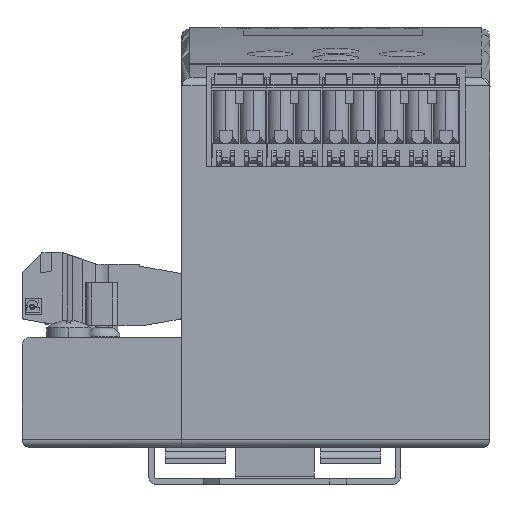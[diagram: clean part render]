
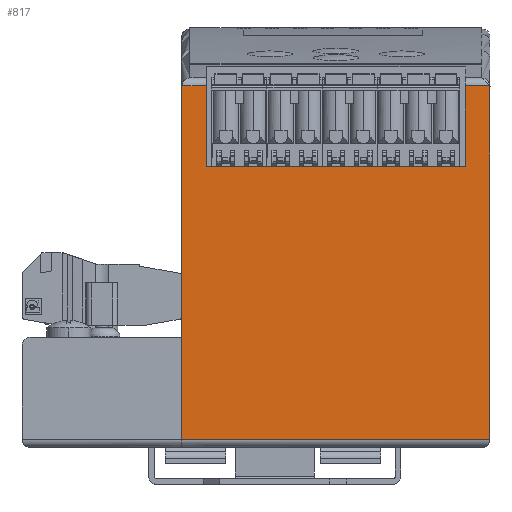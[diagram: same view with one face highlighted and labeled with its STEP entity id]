
A CAD part, front view. The second image highlights one B-rep face of the part: STEP entity #817.
In plain terms, the highlighted planar face has unit normal (0, -1, 0).
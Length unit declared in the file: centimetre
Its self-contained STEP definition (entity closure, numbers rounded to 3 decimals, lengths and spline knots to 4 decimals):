
#113=CARTESIAN_POINT('',(2.8,-6.05,0.15));
#134=DIRECTION('',(0.,0.,-1.));
#135=VECTOR('',#134,6.3983);
#136=CARTESIAN_POINT('',(2.8001,-6.05,6.5483));
#137=LINE('',#136,#135);
#197=DIRECTION('',(1.,0.,0.));
#198=VECTOR('',#197,0.4486);
#199=CARTESIAN_POINT('',(-2.7986,-6.05,6.5709));
#200=LINE('',#199,#198);
#254=DIRECTION('',(0.,0.,-1.));
#255=VECTOR('',#254,1.4709);
#256=CARTESIAN_POINT('',(-2.35,-6.05,6.5709));
#257=LINE('',#256,#255);
#283=DIRECTION('',(0.,0.,1.));
#284=VECTOR('',#283,1.4709);
#285=CARTESIAN_POINT('',(2.35,-6.05,5.1));
#286=LINE('',#285,#284);
#305=DIRECTION('',(1.,0.,0.));
#306=VECTOR('',#305,0.4486);
#307=CARTESIAN_POINT('',(2.35,-6.05,6.5709));
#308=LINE('',#307,#306);
#312=CARTESIAN_POINT('',(2.8001,-6.05,6.5483));
#313=CARTESIAN_POINT('',(2.8001,-6.05,6.5508));
#314=CARTESIAN_POINT('',(2.801,-6.05,6.5559));
#315=CARTESIAN_POINT('',(2.8003,-6.05,6.5635));
#316=CARTESIAN_POINT('',(2.799,-6.05,6.5684));
#317=CARTESIAN_POINT('',(2.7986,-6.05,6.5709));
#322=CARTESIAN_POINT('',(-2.7986,-6.05,6.5709));
#323=CARTESIAN_POINT('',(-2.799,-6.05,6.5684));
#324=CARTESIAN_POINT('',(-2.8003,-6.05,6.5635));
#325=CARTESIAN_POINT('',(-2.801,-6.05,6.5559));
#326=CARTESIAN_POINT('',(-2.8001,-6.05,6.5508));
#327=CARTESIAN_POINT('',(-2.8001,-6.05,6.5483));
#332=DIRECTION('',(1.,0.,0.));
#333=VECTOR('',#332,4.7);
#334=CARTESIAN_POINT('',(-2.35,-6.05,5.1));
#335=LINE('',#334,#333);
#339=DIRECTION('',(-1.,0.,0.));
#340=VECTOR('',#339,5.6);
#341=CARTESIAN_POINT('',(2.8,-6.05,0.15));
#342=LINE('',#341,#340);
#361=DIRECTION('',(0.,0.,1.));
#362=VECTOR('',#361,6.3983);
#363=CARTESIAN_POINT('',(-2.8,-6.05,0.15));
#364=LINE('',#363,#362);
#579=CARTESIAN_POINT('',(-2.8,-6.05,6.5483));
#580=VERTEX_POINT('',#579);
#581=VERTEX_POINT('',#322);
#584=CARTESIAN_POINT('',(-2.35,-6.05,6.5709));
#586=VERTEX_POINT('',#584);
#587=CARTESIAN_POINT('',(2.35,-6.05,6.5709));
#589=VERTEX_POINT('',#587);
#591=CARTESIAN_POINT('',(2.7986,-6.05,6.5709));
#592=VERTEX_POINT('',#591);
#595=VERTEX_POINT('',#312);
#597=CARTESIAN_POINT('',(-2.8,-6.05,0.15));
#599=VERTEX_POINT('',#597);
#603=VERTEX_POINT('',#113);
#604=CARTESIAN_POINT('',(-2.35,-6.05,5.1));
#605=VERTEX_POINT('',#604);
#610=CARTESIAN_POINT('',(2.35,-6.05,5.1));
#611=VERTEX_POINT('',#610);
#796=CARTESIAN_POINT('',(-2.8,-6.05,3.35));
#797=DIRECTION('',(0.,-1.,0.));
#798=DIRECTION('',(1.,0.,0.));
#799=AXIS2_PLACEMENT_3D('',#796,#797,#798);
#800=PLANE('',#799);
#801=ORIENTED_EDGE('',*,*,#726,.T.);
#802=ORIENTED_EDGE('',*,*,#747,.T.);
#804=ORIENTED_EDGE('',*,*,#803,.T.);
#805=ORIENTED_EDGE('',*,*,#773,.T.);
#806=ORIENTED_EDGE('',*,*,#791,.T.);
#807=ORIENTED_EDGE('',*,*,#687,.F.);
#808=ORIENTED_EDGE('',*,*,#672,.T.);
#810=ORIENTED_EDGE('',*,*,#809,.T.);
#812=ORIENTED_EDGE('',*,*,#811,.T.);
#814=ORIENTED_EDGE('',*,*,#813,.F.);
#815=EDGE_LOOP('',(#801,#802,#804,#805,#806,#807,#808,#810,#812,#814));
#816=FACE_OUTER_BOUND('',#815,.F.);
#817=ADVANCED_FACE('',(#816),#800,.T.);
#318=B_SPLINE_CURVE_WITH_KNOTS('',3,(#312,#313,#314,#315,#316,#317),
.UNSPECIFIED.,.F.,.F.,(4,1,1,4),(0.,0.3333,0.6667,1.),
.UNSPECIFIED.);
#328=B_SPLINE_CURVE_WITH_KNOTS('',3,(#322,#323,#324,#325,#326,#327),
.UNSPECIFIED.,.F.,.F.,(4,1,1,4),(0.,0.3333,0.6667,1.),
.UNSPECIFIED.);
#672=EDGE_CURVE('',#595,#603,#137,.T.);
#687=EDGE_CURVE('',#595,#592,#318,.T.);
#726=EDGE_CURVE('',#581,#586,#200,.T.);
#747=EDGE_CURVE('',#586,#605,#257,.T.);
#773=EDGE_CURVE('',#611,#589,#286,.T.);
#791=EDGE_CURVE('',#589,#592,#308,.T.);
#803=EDGE_CURVE('',#605,#611,#335,.T.);
#809=EDGE_CURVE('',#603,#599,#342,.T.);
#811=EDGE_CURVE('',#599,#580,#364,.T.);
#813=EDGE_CURVE('',#581,#580,#328,.T.);
